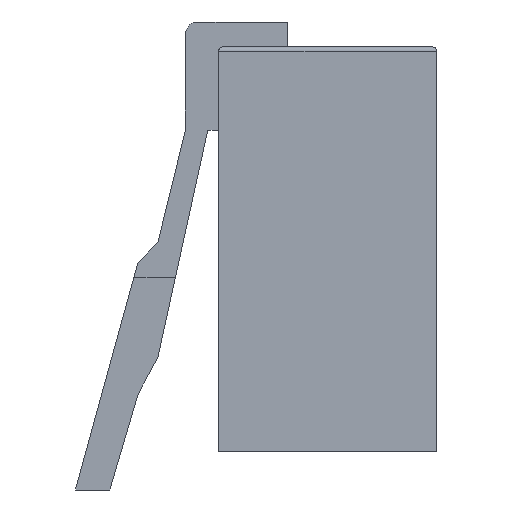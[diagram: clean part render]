
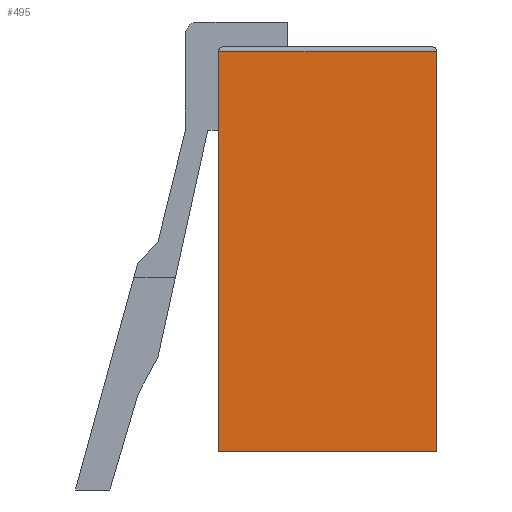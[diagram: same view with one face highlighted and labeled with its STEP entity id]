
A CAD part, left-side view. The second image highlights one B-rep face of the part: STEP entity #495.
In plain terms, the highlighted planar face has unit normal (-1, 0, 0).
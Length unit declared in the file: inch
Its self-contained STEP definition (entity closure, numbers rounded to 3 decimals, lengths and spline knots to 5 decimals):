
#495 = ADVANCED_FACE ( 'NONE', ( #2421 ), #2420, .F. ) ;
#496 = EDGE_LOOP ( 'NONE', ( #497, #558, #560, #561 ) ) ;
#497 = ORIENTED_EDGE ( 'NONE', *, *, #863, .F. ) ;
#558 = ORIENTED_EDGE ( 'NONE', *, *, #559, .T. ) ;
#559 = EDGE_CURVE ( 'NONE', #872, #913, #2510, .T. ) ;
#560 = ORIENTED_EDGE ( 'NONE', *, *, #917, .T. ) ;
#561 = ORIENTED_EDGE ( 'NONE', *, *, #6021, .T. ) ;
#863 = EDGE_CURVE ( 'NONE', #872, #6051, #3023, .T. ) ;
#872 = VERTEX_POINT ( 'NONE', #3073 ) ;
#913 = VERTEX_POINT ( 'NONE', #3117 ) ;
#917 = EDGE_CURVE ( 'NONE', #913, #5696, #3111, .T. ) ;
#2104 = VECTOR ( 'NONE', #2632, 39.37008 ) ;
#2416 = DIRECTION ( 'NONE',  ( 0., 1., 0. ) ) ;
#2417 = DIRECTION ( 'NONE',  ( 1., 0., 0. ) ) ;
#2418 = CARTESIAN_POINT ( 'NONE',  ( -0.1895, 0.131, 0.243 ) ) ;
#2419 = AXIS2_PLACEMENT_3D ( 'NONE', #2418, #2417, #2416 ) ;
#2420 = PLANE ( 'NONE',  #2419 ) ;
#2421 = FACE_OUTER_BOUND ( 'NONE', #496, .T. ) ;
#2507 = DIRECTION ( 'NONE',  ( 0., 1., 0. ) ) ;
#2508 = VECTOR ( 'NONE', #2507, 39.37008 ) ;
#2509 = CARTESIAN_POINT ( 'NONE',  ( -0.1895, 0.131, 0.238 ) ) ;
#2510 = LINE ( 'NONE', #2509, #2508 ) ;
#2632 = DIRECTION ( 'NONE',  ( 0., 0., -1. ) ) ;
#3020 = DIRECTION ( 'NONE',  ( 0., 0., -1. ) ) ;
#3021 = VECTOR ( 'NONE', #3020, 39.37008 ) ;
#3022 = CARTESIAN_POINT ( 'NONE',  ( -0.1895, -0.131, 0.243 ) ) ;
#3023 = LINE ( 'NONE', #3022, #3021 ) ;
#3073 = CARTESIAN_POINT ( 'NONE',  ( -0.1895, -0.131, 0.238 ) ) ;
#3110 = CARTESIAN_POINT ( 'NONE',  ( -0.1895, 0.131, 0.243 ) ) ;
#3111 = LINE ( 'NONE', #3110, #2104 ) ;
#3117 = CARTESIAN_POINT ( 'NONE',  ( -0.1895, 0.131, 0.238 ) ) ;
#3869 = CARTESIAN_POINT ( 'NONE',  ( -0.1895, 0.131, -0.243 ) ) ;
#4499 = DIRECTION ( 'NONE',  ( 0., -1., 0. ) ) ;
#4500 = VECTOR ( 'NONE', #4499, 39.37008 ) ;
#4501 = CARTESIAN_POINT ( 'NONE',  ( -0.1895, 0.131, -0.243 ) ) ;
#4502 = LINE ( 'NONE', #4501, #4500 ) ;
#4519 = CARTESIAN_POINT ( 'NONE',  ( -0.1895, -0.131, -0.243 ) ) ;
#5696 = VERTEX_POINT ( 'NONE', #3869 ) ;
#6021 = EDGE_CURVE ( 'NONE', #5696, #6051, #4502, .T. ) ;
#6051 = VERTEX_POINT ( 'NONE', #4519 ) ;
